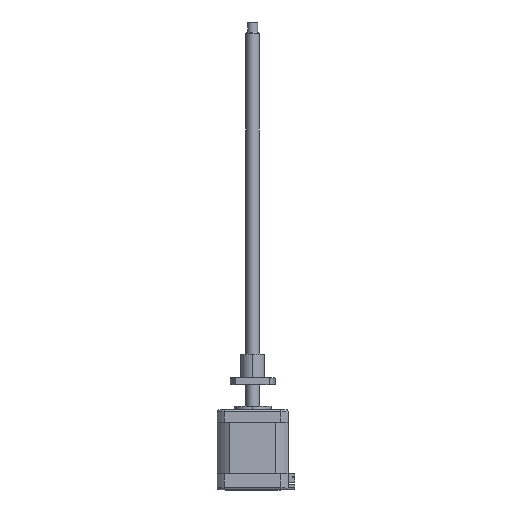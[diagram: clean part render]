
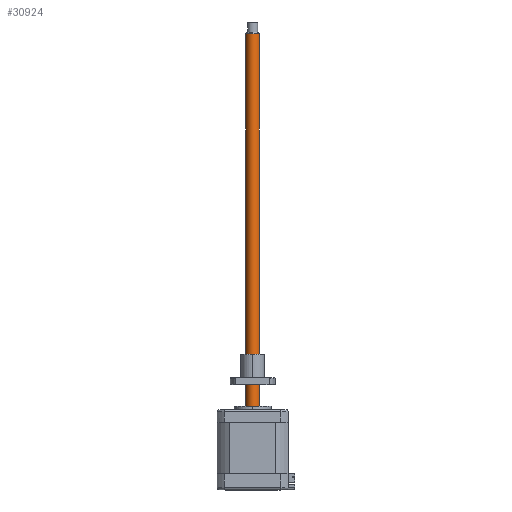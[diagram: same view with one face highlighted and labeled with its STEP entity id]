
A CAD part, top view. The second image highlights one B-rep face of the part: STEP entity #30924.
In plain terms, the highlighted cylindrical face has radius 4 mm (diameter 8 mm), a partial arc.
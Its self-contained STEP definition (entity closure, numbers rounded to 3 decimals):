
#618 = EDGE_CURVE ( 'NONE', #19078, #35469, #30730, .T. ) ;
#669 = DIRECTION ( 'NONE',  ( 0., -1., 0. ) ) ;
#2827 = ORIENTED_EDGE ( 'NONE', *, *, #10097, .F. ) ;
#7407 = VECTOR ( 'NONE', #669, 1000. ) ;
#8627 = EDGE_LOOP ( 'NONE', ( #22326, #25990, #34450, #2827 ) ) ;
#10075 = LINE ( 'NONE', #35414, #7407 ) ;
#10097 = EDGE_CURVE ( 'NONE', #35469, #29946, #25292, .T. ) ;
#10533 = CYLINDRICAL_SURFACE ( 'NONE', #23454, 4. ) ;
#11236 = DIRECTION ( 'NONE',  ( 0., -1., 0. ) ) ;
#11779 = CARTESIAN_POINT ( 'NONE',  ( -4.709, 22.093, 16.638 ) ) ;
#13646 = DIRECTION ( 'NONE',  ( 0., -1., 0. ) ) ;
#13910 = CARTESIAN_POINT ( 'NONE',  ( -8.705, 246.093, 16.814 ) ) ;
#13986 = CARTESIAN_POINT ( 'NONE',  ( -0.713, 247.093, 16.462 ) ) ;
#14553 = DIRECTION ( 'NONE',  ( -0.999, 0., 0.044 ) ) ;
#16387 = DIRECTION ( 'NONE',  ( 0.999, 0., -0.044 ) ) ;
#17529 = CARTESIAN_POINT ( 'NONE',  ( -4.709, 247.093, 16.638 ) ) ;
#18101 = CARTESIAN_POINT ( 'NONE',  ( -0.713, 22.093, 16.462 ) ) ;
#19078 = VERTEX_POINT ( 'NONE', #19535 ) ;
#19535 = CARTESIAN_POINT ( 'NONE',  ( -0.713, 246.093, 16.462 ) ) ;
#20106 = DIRECTION ( 'NONE',  ( -0.999, 0., 0.044 ) ) ;
#20141 = CARTESIAN_POINT ( 'NONE',  ( -8.705, 22.093, 16.814 ) ) ;
#22072 = FACE_OUTER_BOUND ( 'NONE', #8627, .T. ) ;
#22326 = ORIENTED_EDGE ( 'NONE', *, *, #618, .F. ) ;
#23454 = AXIS2_PLACEMENT_3D ( 'NONE', #17529, #31839, #14553 ) ;
#24876 = EDGE_CURVE ( 'NONE', #32781, #29946, #10075, .T. ) ;
#25292 = CIRCLE ( 'NONE', #27505, 4. ) ;
#25990 = ORIENTED_EDGE ( 'NONE', *, *, #30475, .T. ) ;
#27505 = AXIS2_PLACEMENT_3D ( 'NONE', #11779, #31555, #20106 ) ;
#29429 = AXIS2_PLACEMENT_3D ( 'NONE', #35928, #13646, #16387 ) ;
#29946 = VERTEX_POINT ( 'NONE', #20141 ) ;
#30475 = EDGE_CURVE ( 'NONE', #19078, #32781, #33744, .T. ) ;
#30730 = LINE ( 'NONE', #13986, #34705 ) ;
#30924 = ADVANCED_FACE ( 'NONE', ( #22072 ), #10533, .T. ) ;
#31555 = DIRECTION ( 'NONE',  ( 0., -1., 0. ) ) ;
#31839 = DIRECTION ( 'NONE',  ( 0., -1., 0. ) ) ;
#32781 = VERTEX_POINT ( 'NONE', #13910 ) ;
#33744 = CIRCLE ( 'NONE', #29429, 4. ) ;
#34450 = ORIENTED_EDGE ( 'NONE', *, *, #24876, .T. ) ;
#34705 = VECTOR ( 'NONE', #11236, 1000. ) ;
#35414 = CARTESIAN_POINT ( 'NONE',  ( -8.705, 247.093, 16.814 ) ) ;
#35469 = VERTEX_POINT ( 'NONE', #18101 ) ;
#35928 = CARTESIAN_POINT ( 'NONE',  ( -4.709, 246.093, 16.638 ) ) ;
